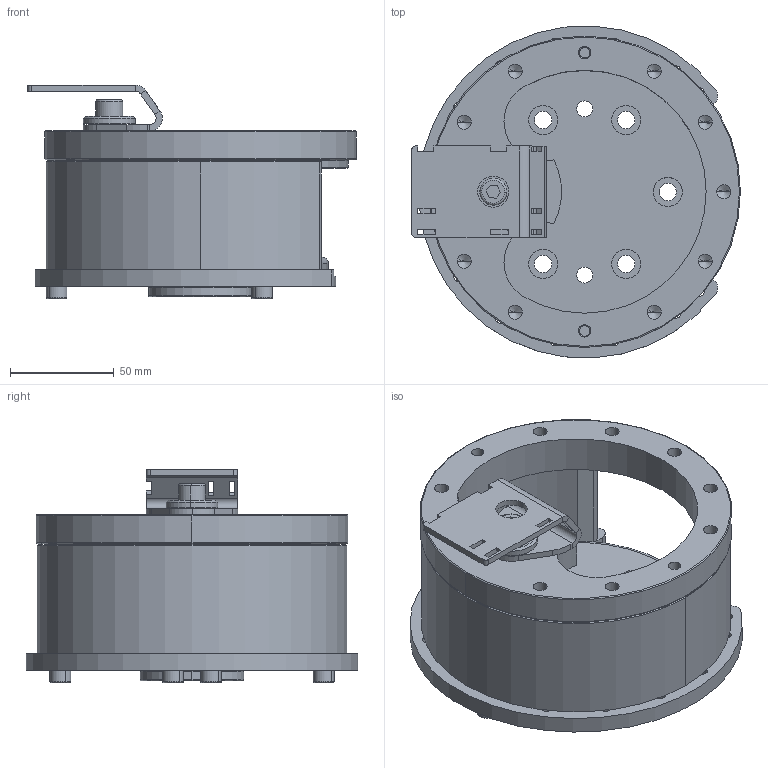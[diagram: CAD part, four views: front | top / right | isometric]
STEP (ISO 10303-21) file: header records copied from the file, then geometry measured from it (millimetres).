
FILE_DESCRIPTION (( 'STEP AP203' ), '1' );
FILE_NAME ('P5124 Radial guide.STEP', '2018-12-12T11:59:51', ( 'RSPlokal' ), ( 'Microsoft' ), 'SwSTEP 2.0', 'SolidWorks 2017', '' );
FILE_SCHEMA (( 'CONFIG_CONTROL_DESIGN' ));
Length unit declared in the file: millimetre
Products named in the file (1): P5124 Radial guide
Bounding box: 158.38 x 159.78 x 103 mm (x, y, z)
Volume: 597032.9 mm3; surface area: 153660.3 mm2
Topology: 11 solids, 11 shells, 441 faces, 1067 edges, 658 vertices
Faces by surface type: cylinder 179, plane 143, cone 59, torus 41, bspline 19
Entity records: 13978 total; most frequent: CARTESIAN_POINT 3374, DIRECTION 2297, ORIENTED_EDGE 2078, EDGE_CURVE 1039, AXIS2_PLACEMENT_3D 885, VERTEX_POINT 658, EDGE_LOOP 549, VECTOR 527
